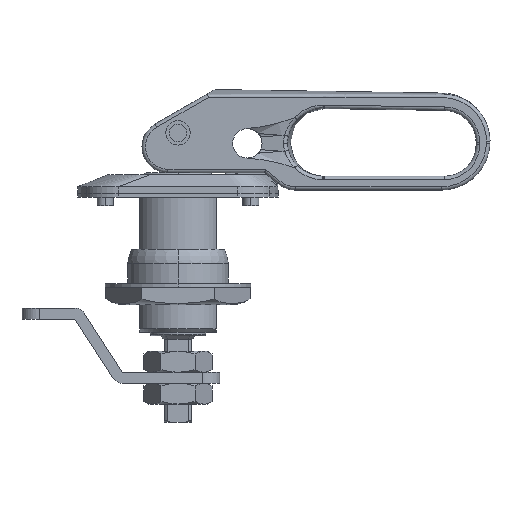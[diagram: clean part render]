
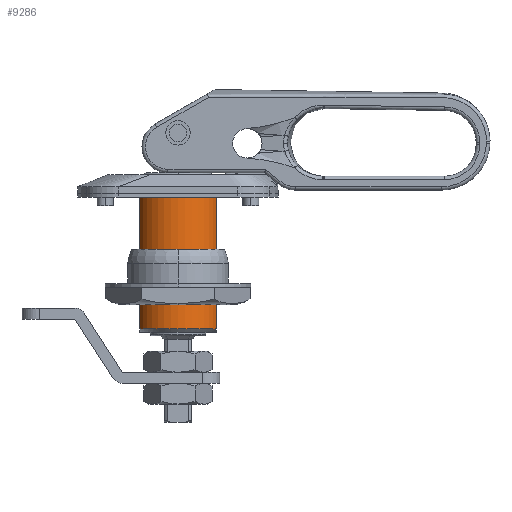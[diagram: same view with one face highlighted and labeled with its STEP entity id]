
A CAD part, left-side view. The second image highlights one B-rep face of the part: STEP entity #9286.
In plain terms, the highlighted cylindrical face has radius 12 mm (diameter 24 mm), a partial arc.
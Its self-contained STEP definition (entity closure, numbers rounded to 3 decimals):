
#6 = DIRECTION ( 'NONE',  ( 0., 0., 1. ) ) ;
#762 = AXIS2_PLACEMENT_3D ( 'NONE', #2770, #14176, #9144 ) ;
#1000 = EDGE_CURVE ( 'NONE', #12919, #4755, #4127, .T. ) ;
#1790 = CARTESIAN_POINT ( 'NONE',  ( 0., 0., 7.597 ) ) ;
#2629 = CARTESIAN_POINT ( 'NONE',  ( 0., 0., -41. ) ) ;
#2770 = CARTESIAN_POINT ( 'NONE',  ( 0., 0., -2. ) ) ;
#3458 = VERTEX_POINT ( 'NONE', #3520 ) ;
#3520 = CARTESIAN_POINT ( 'NONE',  ( -4.796, 11., -2. ) ) ;
#3667 = EDGE_CURVE ( 'NONE', #3458, #4755, #5136, .T. ) ;
#4127 = LINE ( 'NONE', #4434, #10375 ) ;
#4255 = DIRECTION ( 'NONE',  ( 0., 0., 1. ) ) ;
#4434 = CARTESIAN_POINT ( 'NONE',  ( -4.796, -11., -42. ) ) ;
#4755 = VERTEX_POINT ( 'NONE', #7799 ) ;
#5136 = CIRCLE ( 'NONE', #762, 12. ) ;
#5513 = AXIS2_PLACEMENT_3D ( 'NONE', #2629, #6, #8734 ) ;
#6462 = CARTESIAN_POINT ( 'NONE',  ( -4.796, 11., -41. ) ) ;
#6719 = CIRCLE ( 'NONE', #5513, 12. ) ;
#7237 = DIRECTION ( 'NONE',  ( 0., 0., 1. ) ) ;
#7525 = CYLINDRICAL_SURFACE ( 'NONE', #14294, 12. ) ;
#7578 = EDGE_CURVE ( 'NONE', #14986, #3458, #11546, .T. ) ;
#7799 = CARTESIAN_POINT ( 'NONE',  ( -4.796, -11., -2. ) ) ;
#8734 = DIRECTION ( 'NONE',  ( 1., 0., 0. ) ) ;
#8751 = ORIENTED_EDGE ( 'NONE', *, *, #10521, .T. ) ;
#9144 = DIRECTION ( 'NONE',  ( 1., 0., 0. ) ) ;
#9286 = ADVANCED_FACE ( 'NONE', ( #11457 ), #7525, .T. ) ;
#9904 = CARTESIAN_POINT ( 'NONE',  ( -4.796, -11., -41. ) ) ;
#10375 = VECTOR ( 'NONE', #14430, 1000. ) ;
#10521 = EDGE_CURVE ( 'NONE', #14986, #12919, #6719, .T. ) ;
#11457 = FACE_OUTER_BOUND ( 'NONE', #15379, .T. ) ;
#11546 = LINE ( 'NONE', #14740, #15062 ) ;
#12919 = VERTEX_POINT ( 'NONE', #9904 ) ;
#13120 = ORIENTED_EDGE ( 'NONE', *, *, #1000, .T. ) ;
#13401 = ORIENTED_EDGE ( 'NONE', *, *, #7578, .F. ) ;
#14176 = DIRECTION ( 'NONE',  ( 0., 0., 1. ) ) ;
#14294 = AXIS2_PLACEMENT_3D ( 'NONE', #1790, #4255, #14454 ) ;
#14430 = DIRECTION ( 'NONE',  ( 0., 0., 1. ) ) ;
#14454 = DIRECTION ( 'NONE',  ( 1., 0., 0. ) ) ;
#14740 = CARTESIAN_POINT ( 'NONE',  ( -4.796, 11., -42. ) ) ;
#14986 = VERTEX_POINT ( 'NONE', #6462 ) ;
#15062 = VECTOR ( 'NONE', #7237, 1000. ) ;
#15156 = ORIENTED_EDGE ( 'NONE', *, *, #3667, .F. ) ;
#15379 = EDGE_LOOP ( 'NONE', ( #13401, #8751, #13120, #15156 ) ) ;
